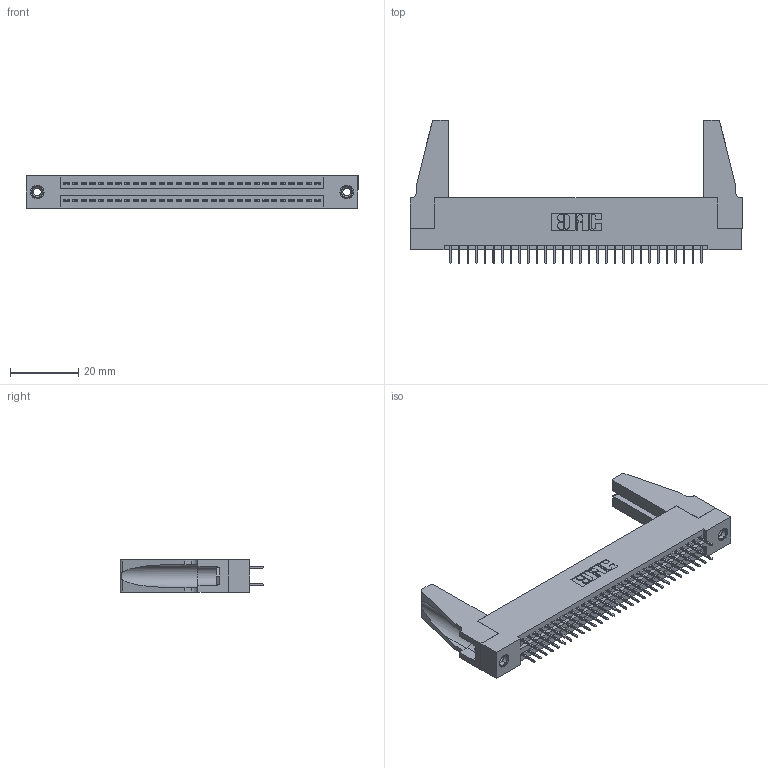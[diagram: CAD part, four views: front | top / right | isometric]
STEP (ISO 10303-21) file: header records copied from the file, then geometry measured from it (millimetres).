
FILE_DESCRIPTION (( 'STEP AP203' ), '1' );
FILE_NAME ('395-060-524-288.STEP', '2019-10-23T13:50:57', ( '' ), ( '' ), 'SwSTEP 2.0', 'SolidWorks 2016', '' );
FILE_SCHEMA (( 'CONFIG_CONTROL_DESIGN' ));
Length unit declared in the file: inch
Products named in the file (5): 395-060-524-288; 345 Part_Flush Mounting Lugs - 0.156 Dia-TH; 345-292-001_345-293-124; 345-250-001_345-250-001-102; 345-220-078_345-220-088
Assembly tree (65 placements, depth 2):
  395-060-524-288
    345 Part_Flush Mounting Lugs - 0.156 Dia-TH
    345-292-001_345-293-124  x60
    345-250-001_345-250-001-102  x2
    345-220-078_345-220-088  x2
Bounding box: 97.43 x 42.21 x 9.4 mm (x, y, z)
Volume: 12515.1 mm3; surface area: 16341.8 mm2
Topology: 65 solids, 65 shells, 3490 faces, 9835 edges, 6306 vertices
Faces by surface type: plane 2492, cylinder 982, cone 12, torus 4
Entity records: 27376 total; most frequent: CARTESIAN_POINT 4594, ORIENTED_EDGE 4488, DIRECTION 4072, EDGE_CURVE 2244, VECTOR 1954, LINE 1954, VERTEX_POINT 1486, AXIS2_PLACEMENT_3D 1059
